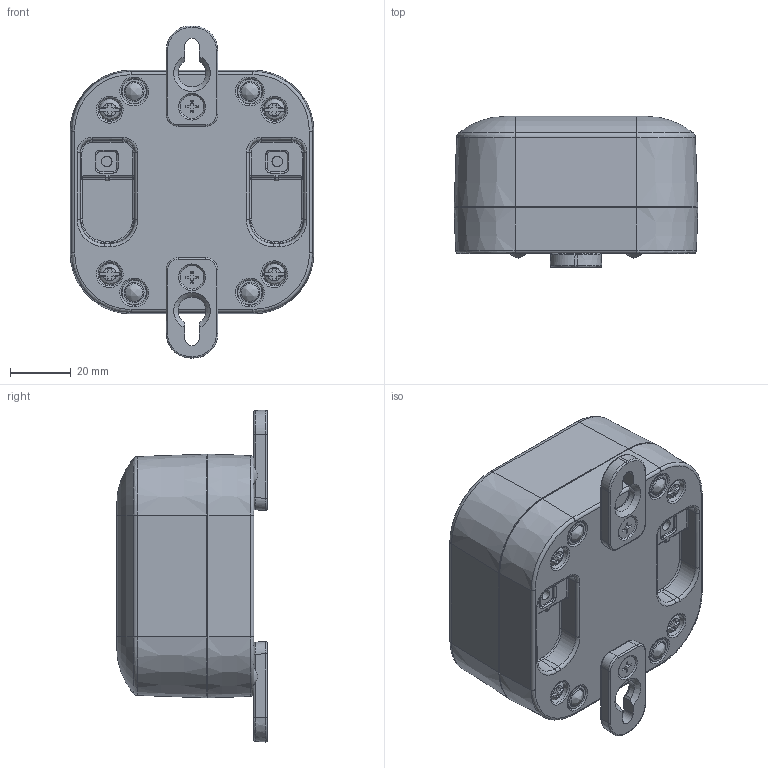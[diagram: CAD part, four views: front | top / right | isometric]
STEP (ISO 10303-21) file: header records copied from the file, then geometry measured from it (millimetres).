
FILE_DESCRIPTION (( 'STEP AP203' ), '1' );
FILE_NAME ('1557B2GY.step', '2020-11-14T14:34:08', ( 'ADC123' ), ( 'Microsoft' ), 'SwSTEP 2.0', 'SolidWorks 2019', '' );
FILE_SCHEMA (( 'CONFIG_CONTROL_DESIGN' ));
Length unit declared in the file: inch
Products named in the file (9): (screw #8X 3_8''''FH Self-tap plastite); 1557B TOP; Wall Mount Foot; IN-M4 (insert M4-0.7X5.75mm SS) KNURLS; 1557B Bottom; SC576 (screw M4-0.7X 20mm PN); 1557B2GY; PFR1421T4; 1557B Gasket
Assembly tree (19 placements, depth 2):
  1557B2GY
    1557B Bottom
    1557B TOP
    1557B Gasket
    IN-M4 (insert M4-0.7X5.75mm SS) KNURLS  x4
    SC576 (screw M4-0.7X 20mm PN)  x4
    Wall Mount Foot  x2
    (screw #8X 3_8''''FH Self-tap plastite)  x2
    PFR1421T4  x4
Bounding box: 80 x 49.5 x 108.94 mm (x, y, z)
Volume: 97177.1 mm3; surface area: 73109.7 mm2
Topology: 19 solids, 19 shells, 2468 faces, 6469 edges, 4157 vertices
Faces by surface type: bspline 967, plane 810, cylinder 471, cone 204, torus 16
Full cylindrical faces by diameter (mm): 1.8 x12, 3.251 x4, 3.43 x4, 3.88 x4, 4.191 x2, 4.5 x2, 5 x1, 5.334 x4, 5.537 x8, 7.696 x2, 7.95 x4, 10 x1
Entity records: 79697 total; most frequent: CARTESIAN_POINT 39186, ORIENTED_EDGE 9368, DIRECTION 5771, EDGE_CURVE 4684, VERTEX_POINT 3042, VECTOR 2151, LINE 2151, EDGE_LOOP 2116
